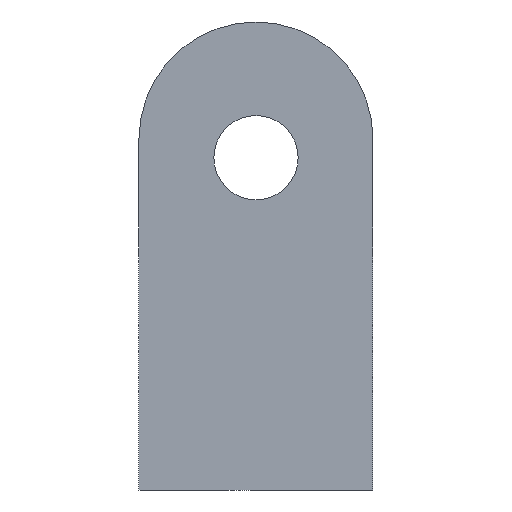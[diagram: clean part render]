
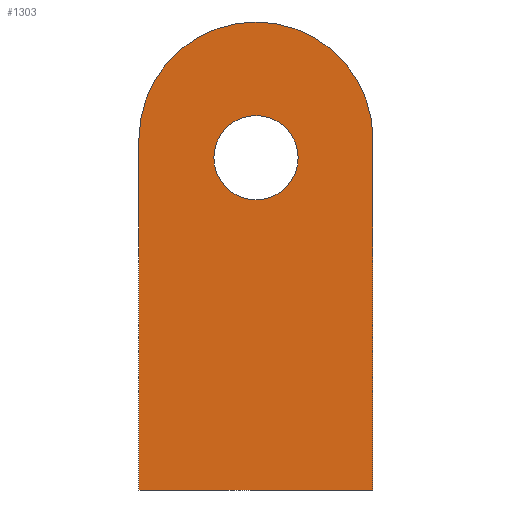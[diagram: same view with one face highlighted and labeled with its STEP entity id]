
A CAD part, left-side view. The second image highlights one B-rep face of the part: STEP entity #1303.
In plain terms, the highlighted planar face has unit normal (-1, 0, 0).
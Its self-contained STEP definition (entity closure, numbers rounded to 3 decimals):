
#194 = VECTOR ( 'NONE', #3680, 1000. ) ;
#268 = ORIENTED_EDGE ( 'NONE', *, *, #1937, .T. ) ;
#791 = EDGE_LOOP ( 'NONE', ( #6733, #6695, #268, #10948 ) ) ;
#950 = EDGE_CURVE ( 'NONE', #11813, #11813, #9622, .T. ) ;
#1073 = AXIS2_PLACEMENT_3D ( 'NONE', #1575, #8222, #9164 ) ;
#1303 = ADVANCED_FACE ( 'NONE', ( #6954, #3978 ), #9080, .T. ) ;
#1575 = CARTESIAN_POINT ( 'NONE',  ( -3., 0., 35.5 ) ) ;
#1734 = ORIENTED_EDGE ( 'NONE', *, *, #950, .T. ) ;
#1810 = VERTEX_POINT ( 'NONE', #9870 ) ;
#1937 = EDGE_CURVE ( 'NONE', #4695, #9137, #2013, .T. ) ;
#2013 = LINE ( 'NONE', #11034, #10200 ) ;
#2234 = AXIS2_PLACEMENT_3D ( 'NONE', #6159, #10816, #3273 ) ;
#2326 = VERTEX_POINT ( 'NONE', #10321 ) ;
#2662 = EDGE_CURVE ( 'NONE', #1810, #4695, #3523, .T. ) ;
#3273 = DIRECTION ( 'NONE',  ( 0., 0., 1. ) ) ;
#3523 = LINE ( 'NONE', #6462, #194 ) ;
#3680 = DIRECTION ( 'NONE',  ( 0., 0., -1. ) ) ;
#3978 = FACE_OUTER_BOUND ( 'NONE', #791, .T. ) ;
#4030 = CARTESIAN_POINT ( 'NONE',  ( -3., 0., 31. ) ) ;
#4695 = VERTEX_POINT ( 'NONE', #5585 ) ;
#5456 = EDGE_CURVE ( 'NONE', #9137, #2326, #11800, .T. ) ;
#5585 = CARTESIAN_POINT ( 'NONE',  ( -3., 12.5, 0. ) ) ;
#5666 = EDGE_CURVE ( 'NONE', #2326, #1810, #7787, .T. ) ;
#6159 = CARTESIAN_POINT ( 'NONE',  ( -3., 0., 37.5 ) ) ;
#6198 = AXIS2_PLACEMENT_3D ( 'NONE', #6257, #6303, #7263 ) ;
#6257 = CARTESIAN_POINT ( 'NONE',  ( -3., 0., 37.5 ) ) ;
#6303 = DIRECTION ( 'NONE',  ( -1., 0., 0. ) ) ;
#6428 = CARTESIAN_POINT ( 'NONE',  ( -3., -12.5, 0. ) ) ;
#6462 = CARTESIAN_POINT ( 'NONE',  ( -3., 12.5, 37.5 ) ) ;
#6695 = ORIENTED_EDGE ( 'NONE', *, *, #2662, .T. ) ;
#6733 = ORIENTED_EDGE ( 'NONE', *, *, #5666, .T. ) ;
#6954 = FACE_BOUND ( 'NONE', #7723, .T. ) ;
#7263 = DIRECTION ( 'NONE',  ( 0., 0., 1. ) ) ;
#7318 = CARTESIAN_POINT ( 'NONE',  ( -3., -12.5, 0. ) ) ;
#7723 = EDGE_LOOP ( 'NONE', ( #1734 ) ) ;
#7787 = CIRCLE ( 'NONE', #2234, 12.5 ) ;
#8129 = DIRECTION ( 'NONE',  ( 0., -1., 0. ) ) ;
#8222 = DIRECTION ( 'NONE',  ( 1., 0., 0. ) ) ;
#9080 = PLANE ( 'NONE',  #6198 ) ;
#9137 = VERTEX_POINT ( 'NONE', #7318 ) ;
#9164 = DIRECTION ( 'NONE',  ( 0., 0., -1. ) ) ;
#9268 = VECTOR ( 'NONE', #9414, 1000. ) ;
#9414 = DIRECTION ( 'NONE',  ( 0., 0., 1. ) ) ;
#9622 = CIRCLE ( 'NONE', #1073, 4.5 ) ;
#9870 = CARTESIAN_POINT ( 'NONE',  ( -3., 12.5, 37.5 ) ) ;
#10200 = VECTOR ( 'NONE', #8129, 1000. ) ;
#10321 = CARTESIAN_POINT ( 'NONE',  ( -3., -12.5, 37.5 ) ) ;
#10816 = DIRECTION ( 'NONE',  ( -1., 0., 0. ) ) ;
#10948 = ORIENTED_EDGE ( 'NONE', *, *, #5456, .T. ) ;
#11034 = CARTESIAN_POINT ( 'NONE',  ( -3., 12.5, 0. ) ) ;
#11800 = LINE ( 'NONE', #6428, #9268 ) ;
#11813 = VERTEX_POINT ( 'NONE', #4030 ) ;
